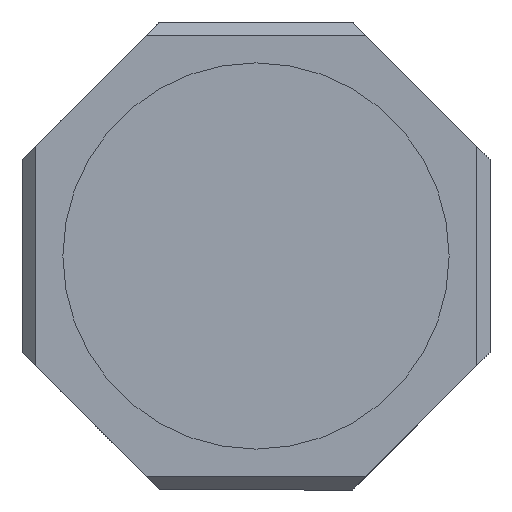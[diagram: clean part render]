
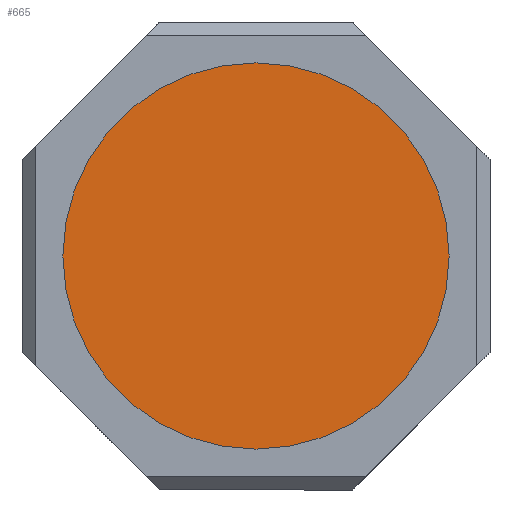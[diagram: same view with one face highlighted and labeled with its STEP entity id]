
A CAD part, left-side view. The second image highlights one B-rep face of the part: STEP entity #665.
In plain terms, the highlighted planar face has unit normal (-1, 0, 0).
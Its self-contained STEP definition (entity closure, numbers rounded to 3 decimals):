
#12 = VERTEX_POINT ( 'NONE', #833 ) ;
#18 = ORIENTED_EDGE ( 'NONE', *, *, #275, .T. ) ;
#52 = CARTESIAN_POINT ( 'NONE',  ( -42., -3.145, 0. ) ) ;
#74 = DIRECTION ( 'NONE',  ( -1., 0., 0. ) ) ;
#155 = EDGE_LOOP ( 'NONE', ( #740, #18 ) ) ;
#157 = CARTESIAN_POINT ( 'NONE',  ( -42., -18., 0. ) ) ;
#182 = FACE_OUTER_BOUND ( 'NONE', #155, .T. ) ;
#275 = EDGE_CURVE ( 'NONE', #553, #12, #1229, .T. ) ;
#287 = CARTESIAN_POINT ( 'NONE',  ( -42., -18., 0. ) ) ;
#417 = CARTESIAN_POINT ( 'NONE',  ( -42., -18., 0. ) ) ;
#424 = AXIS2_PLACEMENT_3D ( 'NONE', #287, #1065, #942 ) ;
#464 = DIRECTION ( 'NONE',  ( 0., -1., 0. ) ) ;
#551 = EDGE_CURVE ( 'NONE', #12, #553, #941, .T. ) ;
#553 = VERTEX_POINT ( 'NONE', #52 ) ;
#586 = DIRECTION ( 'NONE',  ( -1., 0., 0. ) ) ;
#612 = PLANE ( 'NONE',  #754 ) ;
#665 = ADVANCED_FACE ( 'NONE', ( #182 ), #612, .T. ) ;
#740 = ORIENTED_EDGE ( 'NONE', *, *, #551, .T. ) ;
#754 = AXIS2_PLACEMENT_3D ( 'NONE', #417, #74, #1377 ) ;
#833 = CARTESIAN_POINT ( 'NONE',  ( -42., -32.855, 0. ) ) ;
#941 = CIRCLE ( 'NONE', #1370, 14.855 ) ;
#942 = DIRECTION ( 'NONE',  ( 0., -1., 0. ) ) ;
#1065 = DIRECTION ( 'NONE',  ( -1., 0., 0. ) ) ;
#1229 = CIRCLE ( 'NONE', #424, 14.855 ) ;
#1370 = AXIS2_PLACEMENT_3D ( 'NONE', #157, #586, #464 ) ;
#1377 = DIRECTION ( 'NONE',  ( 0., -1., 0. ) ) ;
